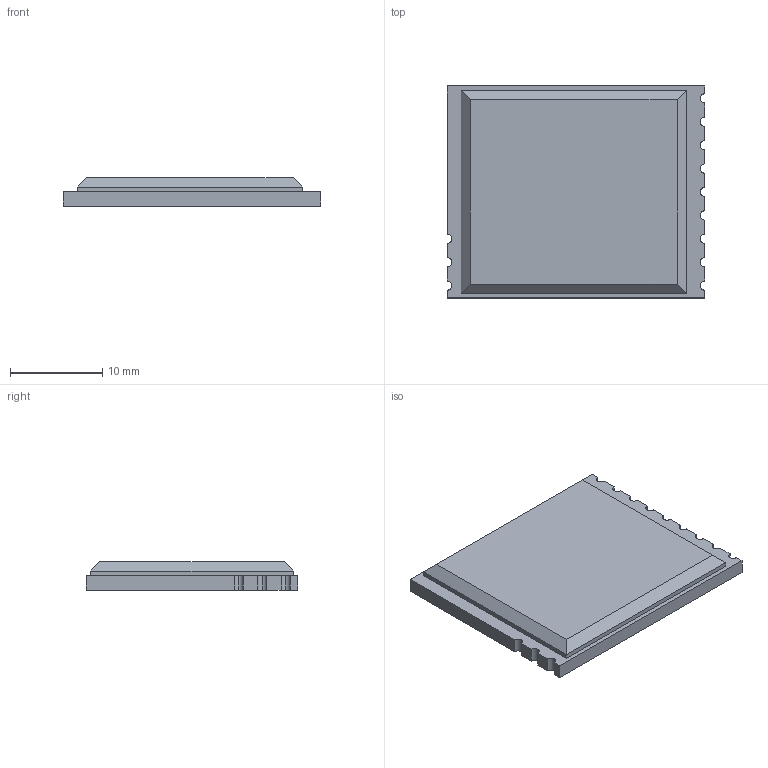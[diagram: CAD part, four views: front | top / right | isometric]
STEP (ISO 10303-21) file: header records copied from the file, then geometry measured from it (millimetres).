
FILE_DESCRIPTION(('HOOPS Exchange Step'),'2;1');
FILE_NAME('temp_export.step','2019-06-22T14:48:41+02:00',('mobile'),('Shapr3D Limited'),'HOOPS Exchange 2018.1','Shapr3D','Authorized');
FILE_SCHEMA( ('AP203_CONFIGURATION_CONTROLLED_3D_DESIGN_OF_MECHANICAL_PARTS_AND_ASSEMBLIES_MIM_LF') );
Length unit declared in the file: millimetre
Products named in the file (1): Body 03
Bounding box: 27.94 x 23 x 3.08 mm (x, y, z)
Volume: 1769.3 mm3; surface area: 1530.9 mm2
Topology: 1 solids, 1 shells, 42 faces, 113 edges, 74 vertices
Faces by surface type: plane 27, cylinder 15
Entity records: 1355 total; most frequent: CARTESIAN_POINT 230, DIRECTION 229, ORIENTED_EDGE 226, EDGE_CURVE 113, VECTOR 83, LINE 83, VERTEX_POINT 74, AXIS2_PLACEMENT_3D 73
